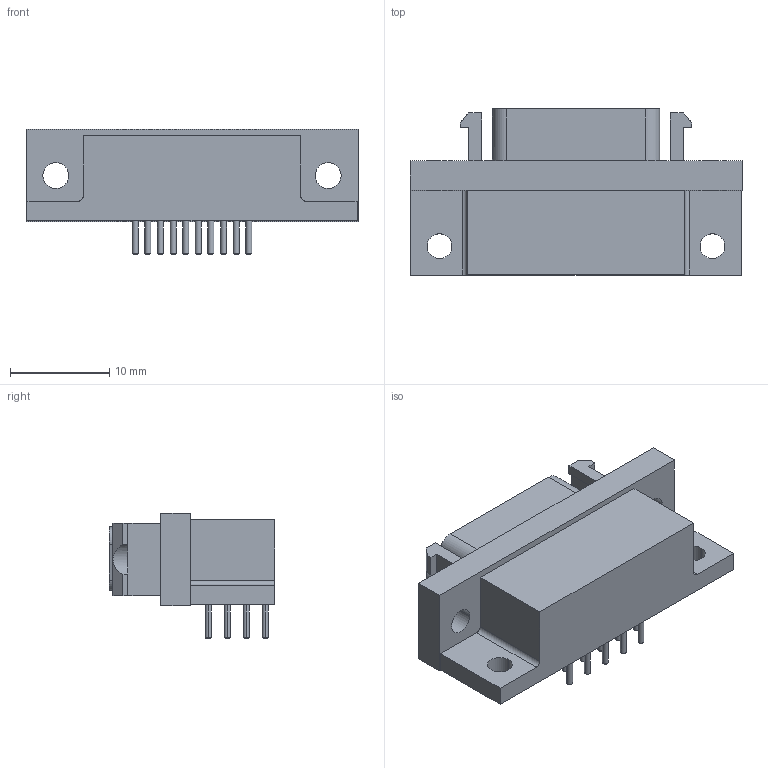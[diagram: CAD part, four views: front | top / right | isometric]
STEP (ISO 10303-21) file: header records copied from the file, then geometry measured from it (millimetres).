
FILE_DESCRIPTION (( 'STEP AP214' ), '1' );
FILE_NAME ('dx10-20s_50_.STEP', '2023-02-04T14:25:22', ( '' ), ( '' ), 'SwSTEP 2.0', 'SolidWorks 2022', '' );
FILE_SCHEMA (( 'AUTOMOTIVE_DESIGN' ));
Length unit declared in the file: millimetre
Products named in the file (1): dx10-20s_50_
Bounding box: 33.4 x 16.7 x 12.6 mm (x, y, z)
Volume: 2959 mm3; surface area: 3269.1 mm2
Topology: 1 solids, 2 shells, 346 faces, 895 edges, 581 vertices
Faces by surface type: plane 174, cylinder 132, cone 40
Entity records: 13406 total; most frequent: DIRECTION 1890, CARTESIAN_POINT 1835, ORIENTED_EDGE 1790, EDGE_CURVE 895, AXIS2_PLACEMENT_3D 652, VECTOR 586, LINE 586, VERTEX_POINT 581
